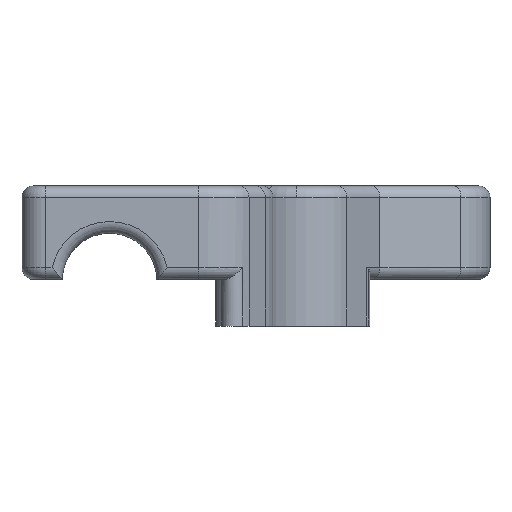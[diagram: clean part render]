
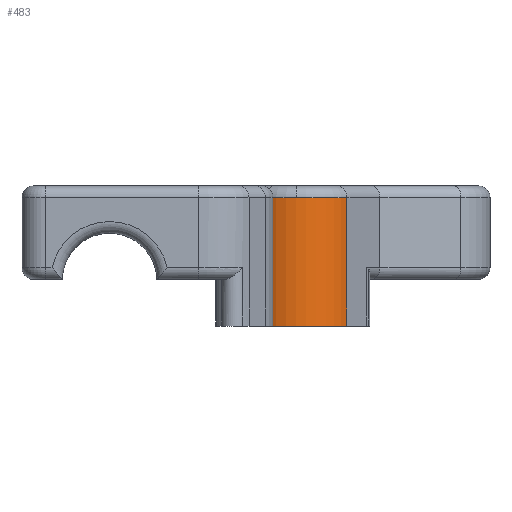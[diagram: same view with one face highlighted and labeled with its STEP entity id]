
A CAD part, left-side view. The second image highlights one B-rep face of the part: STEP entity #483.
In plain terms, the highlighted cylindrical face has radius 5 mm (diameter 10 mm), a partial arc.
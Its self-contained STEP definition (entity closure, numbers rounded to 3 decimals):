
#14 = CARTESIAN_POINT ( 'NONE',  ( 32.018, -1.845, -3.9 ) ) ;
#42 = CARTESIAN_POINT ( 'NONE',  ( 32.018, -1.845, 7.1 ) ) ;
#90 = DIRECTION ( 'NONE',  ( -1., 0., 0. ) ) ;
#123 = CARTESIAN_POINT ( 'NONE',  ( 29.518, -6.175, 8.1 ) ) ;
#135 = DIRECTION ( 'NONE',  ( 0., 0., -1. ) ) ;
#243 = VERTEX_POINT ( 'NONE', #892 ) ;
#249 = ORIENTED_EDGE ( 'NONE', *, *, #620, .T. ) ;
#285 = AXIS2_PLACEMENT_3D ( 'NONE', #14, #1594, #2545 ) ;
#313 = CARTESIAN_POINT ( 'NONE',  ( 27.688, 0.655, 8.1 ) ) ;
#356 = CYLINDRICAL_SURFACE ( 'NONE', #1024, 5. ) ;
#483 = ADVANCED_FACE ( 'NONE', ( #2715 ), #356, .T. ) ;
#620 = EDGE_CURVE ( 'NONE', #2824, #2972, #1469, .T. ) ;
#639 = AXIS2_PLACEMENT_3D ( 'NONE', #42, #2672, #90 ) ;
#844 = DIRECTION ( 'NONE',  ( 1., 0., 0. ) ) ;
#892 = CARTESIAN_POINT ( 'NONE',  ( 29.518, -6.175, -3.9 ) ) ;
#905 = EDGE_CURVE ( 'NONE', #243, #2845, #2236, .T. ) ;
#937 = EDGE_CURVE ( 'NONE', #2824, #2323, #1736, .T. ) ;
#1010 = CARTESIAN_POINT ( 'NONE',  ( 32.018, -1.845, 7.1 ) ) ;
#1011 = CARTESIAN_POINT ( 'NONE',  ( 27.688, 0.655, -3.9 ) ) ;
#1024 = AXIS2_PLACEMENT_3D ( 'NONE', #1514, #2938, #844 ) ;
#1126 = CIRCLE ( 'NONE', #285, 5. ) ;
#1316 = DIRECTION ( 'NONE',  ( 0., 0., 1. ) ) ;
#1352 = ORIENTED_EDGE ( 'NONE', *, *, #2919, .F. ) ;
#1469 = LINE ( 'NONE', #313, #2656 ) ;
#1514 = CARTESIAN_POINT ( 'NONE',  ( 32.018, -1.845, 8.1 ) ) ;
#1592 = CARTESIAN_POINT ( 'NONE',  ( 29.518, -6.175, 7.1 ) ) ;
#1594 = DIRECTION ( 'NONE',  ( 0., 0., 1. ) ) ;
#1736 = CIRCLE ( 'NONE', #2858, 5. ) ;
#1773 = CARTESIAN_POINT ( 'NONE',  ( 27.018, -1.845, 7.1 ) ) ;
#2223 = DIRECTION ( 'NONE',  ( -1., 0., 0. ) ) ;
#2236 = LINE ( 'NONE', #123, #2853 ) ;
#2294 = CARTESIAN_POINT ( 'NONE',  ( 27.688, 0.655, 7.1 ) ) ;
#2323 = VERTEX_POINT ( 'NONE', #1773 ) ;
#2389 = ORIENTED_EDGE ( 'NONE', *, *, #905, .T. ) ;
#2416 = ORIENTED_EDGE ( 'NONE', *, *, #937, .F. ) ;
#2445 = EDGE_LOOP ( 'NONE', ( #249, #2819, #2389, #1352, #2416 ) ) ;
#2462 = EDGE_CURVE ( 'NONE', #2972, #243, #1126, .T. ) ;
#2545 = DIRECTION ( 'NONE',  ( 1., 0., 0. ) ) ;
#2656 = VECTOR ( 'NONE', #135, 1000. ) ;
#2672 = DIRECTION ( 'NONE',  ( 0., 0., 1. ) ) ;
#2715 = FACE_OUTER_BOUND ( 'NONE', #2445, .T. ) ;
#2819 = ORIENTED_EDGE ( 'NONE', *, *, #2462, .T. ) ;
#2824 = VERTEX_POINT ( 'NONE', #2294 ) ;
#2845 = VERTEX_POINT ( 'NONE', #1592 ) ;
#2853 = VECTOR ( 'NONE', #1316, 1000. ) ;
#2858 = AXIS2_PLACEMENT_3D ( 'NONE', #1010, #2959, #2223 ) ;
#2919 = EDGE_CURVE ( 'NONE', #2323, #2845, #2920, .T. ) ;
#2920 = CIRCLE ( 'NONE', #639, 5. ) ;
#2938 = DIRECTION ( 'NONE',  ( 0., 0., -1. ) ) ;
#2959 = DIRECTION ( 'NONE',  ( 0., 0., 1. ) ) ;
#2972 = VERTEX_POINT ( 'NONE', #1011 ) ;
